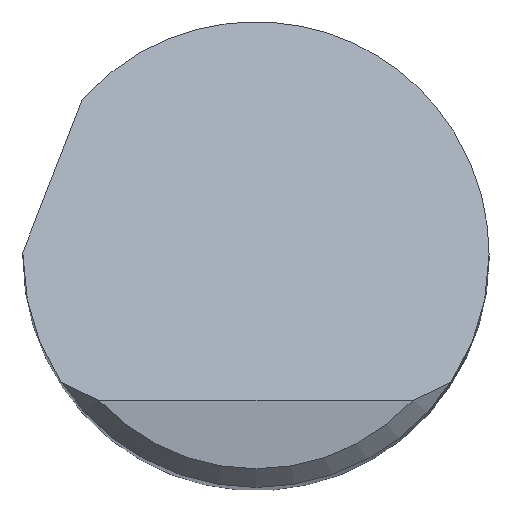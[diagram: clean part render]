
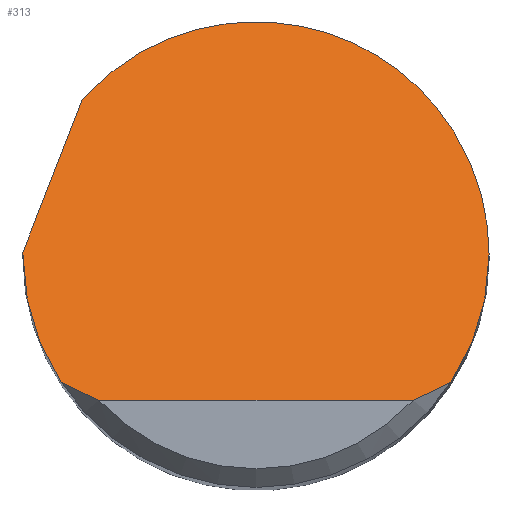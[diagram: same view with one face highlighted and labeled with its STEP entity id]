
A CAD part, top view. The second image highlights one B-rep face of the part: STEP entity #313.
In plain terms, the highlighted planar face has unit normal (0, 0.707, 0.707).
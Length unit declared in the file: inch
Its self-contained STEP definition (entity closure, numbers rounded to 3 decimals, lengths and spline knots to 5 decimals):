
#37 = EDGE_CURVE ( 'NONE', #618, #357, #77, .T. ) ;
#43 = CARTESIAN_POINT ( 'NONE',  ( 0.1875, -0.03666, 2.41916 ) ) ;
#45 = ORIENTED_EDGE ( 'NONE', *, *, #474, .T. ) ;
#73 = CARTESIAN_POINT ( 'NONE',  ( -0.1875, 0., 2.3825 ) ) ;
#77 =( BOUNDED_CURVE ( )  B_SPLINE_CURVE ( 3, ( #549, #351, #149, #157 ),
 .UNSPECIFIED., .F., .F. ) 
 B_SPLINE_CURVE_WITH_KNOTS ( ( 4, 4 ),
 ( 5.44247, 7.85398 ),
 .UNSPECIFIED. ) 
 CURVE ( )  GEOMETRIC_REPRESENTATION_ITEM ( )  RATIONAL_B_SPLINE_CURVE ( ( 1., 0.571, 0.571, 1. ) ) 
 REPRESENTATION_ITEM ( '' )  );
#83 = CARTESIAN_POINT ( 'NONE',  ( -0.157, -0.1025, 2.485 ) ) ;
#88 = CARTESIAN_POINT ( 'NONE',  ( 0.1875, 0., 2.3825 ) ) ;
#97 = B_SPLINE_CURVE_WITH_KNOTS ( 'NONE', 3,
 ( #83, #467, #599, #281 ),
 .UNSPECIFIED., .F., .F.,
 ( 4, 4 ),
 ( 0., 0.00095 ),
 .UNSPECIFIED. ) ;
#108 = CARTESIAN_POINT ( 'NONE',  ( 0.157, -0.1025, 2.485 ) ) ;
#112 = CARTESIAN_POINT ( 'NONE',  ( -0.18749, 0.002, 2.3805 ) ) ;
#119 = CARTESIAN_POINT ( 'NONE',  ( -0.1875, -0.1175, 2.5 ) ) ;
#122 = CARTESIAN_POINT ( 'NONE',  ( -0.157, -0.1025, 2.485 ) ) ;
#127 = CARTESIAN_POINT ( 'NONE',  ( -0.1875, 0., 2.3825 ) ) ;
#138 =( BOUNDED_CURVE ( )  B_SPLINE_CURVE ( 3, ( #200, #465, #761, #716 ),
 .UNSPECIFIED., .F., .F. ) 
 B_SPLINE_CURVE_WITH_KNOTS ( ( 4, 4 ),
 ( 4.13401, 4.71239 ),
 .UNSPECIFIED. ) 
 CURVE ( )  GEOMETRIC_REPRESENTATION_ITEM ( )  RATIONAL_B_SPLINE_CURVE ( ( 1., 0.972, 0.972, 1. ) ) 
 REPRESENTATION_ITEM ( '' )  );
#149 = CARTESIAN_POINT ( 'NONE',  ( 0.1875, 0.20437, 2.17813 ) ) ;
#151 = CARTESIAN_POINT ( 'NONE',  ( 0.12629, -0.1175, 2.5 ) ) ;
#157 = CARTESIAN_POINT ( 'NONE',  ( 0.1875, 0., 2.3825 ) ) ;
#158 = VERTEX_POINT ( 'NONE', #108 ) ;
#164 = VECTOR ( 'NONE', #485, 39.37008 ) ;
#167 =( BOUNDED_CURVE ( )  B_SPLINE_CURVE ( 3, ( #127, #523, #580, #773 ),
 .UNSPECIFIED., .F., .F. ) 
 B_SPLINE_CURVE_WITH_KNOTS ( ( 4, 4 ),
 ( 4.71239, 4.72306 ),
 .UNSPECIFIED. ) 
 CURVE ( )  GEOMETRIC_REPRESENTATION_ITEM ( )  RATIONAL_B_SPLINE_CURVE ( ( 1., 1., 1., 1. ) ) 
 REPRESENTATION_ITEM ( '' )  );
#175 = EDGE_CURVE ( 'NONE', #357, #158, #686, .T. ) ;
#200 = CARTESIAN_POINT ( 'NONE',  ( -0.157, -0.1025, 2.485 ) ) ;
#201 = VERTEX_POINT ( 'NONE', #112 ) ;
#203 = EDGE_CURVE ( 'NONE', #201, #618, #247, .T. ) ;
#223 = CARTESIAN_POINT ( 'NONE',  ( 0., -0.1175, 2.5 ) ) ;
#229 = ORIENTED_EDGE ( 'NONE', *, *, #175, .F. ) ;
#244 = ORIENTED_EDGE ( 'NONE', *, *, #311, .F. ) ;
#247 = LINE ( 'NONE', #504, #280 ) ;
#280 = VECTOR ( 'NONE', #694, 39.37008 ) ;
#281 = CARTESIAN_POINT ( 'NONE',  ( -0.12629, -0.1175, 2.5 ) ) ;
#311 = EDGE_CURVE ( 'NONE', #807, #201, #167, .T. ) ;
#313 = ADVANCED_FACE ( 'NONE', ( #834 ), #829, .F. ) ;
#316 = EDGE_CURVE ( 'NONE', #733, #807, #138, .T. ) ;
#333 = ORIENTED_EDGE ( 'NONE', *, *, #203, .F. ) ;
#351 = CARTESIAN_POINT ( 'NONE',  ( -0.00341, 0.27733, 2.10517 ) ) ;
#357 = VERTEX_POINT ( 'NONE', #88 ) ;
#406 = ORIENTED_EDGE ( 'NONE', *, *, #316, .F. ) ;
#459 = VERTEX_POINT ( 'NONE', #151 ) ;
#465 = CARTESIAN_POINT ( 'NONE',  ( -0.17704, -0.0718, 2.4543 ) ) ;
#467 = CARTESIAN_POINT ( 'NONE',  ( -0.14711, -0.10785, 2.49035 ) ) ;
#474 = EDGE_CURVE ( 'NONE', #739, #459, #596, .T. ) ;
#485 = DIRECTION ( 'NONE',  ( 1., 0., 0. ) ) ;
#497 = CARTESIAN_POINT ( 'NONE',  ( 0.157, -0.1025, 2.485 ) ) ;
#499 = CARTESIAN_POINT ( 'NONE',  ( -0.13971, 0.12505, 2.25745 ) ) ;
#504 = CARTESIAN_POINT ( 'NONE',  ( -0.23064, -0.10912, 2.49162 ) ) ;
#519 = CARTESIAN_POINT ( 'NONE',  ( 0.14711, -0.10785, 2.49035 ) ) ;
#523 = CARTESIAN_POINT ( 'NONE',  ( -0.1875, 0.00067, 2.38183 ) ) ;
#549 = CARTESIAN_POINT ( 'NONE',  ( -0.13971, 0.12505, 2.25745 ) ) ;
#571 = B_SPLINE_CURVE_WITH_KNOTS ( 'NONE', 3,
 ( #579, #833, #519, #734 ),
 .UNSPECIFIED., .F., .F.,
 ( 4, 4 ),
 ( 0., 0.00095 ),
 .UNSPECIFIED. ) ;
#579 = CARTESIAN_POINT ( 'NONE',  ( 0.12629, -0.1175, 2.5 ) ) ;
#580 = CARTESIAN_POINT ( 'NONE',  ( -0.1875, 0.00133, 2.38117 ) ) ;
#584 = DIRECTION ( 'NONE',  ( 0., -0.707, -0.707 ) ) ;
#596 = LINE ( 'NONE', #223, #164 ) ;
#598 = ORIENTED_EDGE ( 'NONE', *, *, #741, .T. ) ;
#599 = CARTESIAN_POINT ( 'NONE',  ( -0.1369, -0.11288, 2.49538 ) ) ;
#618 = VERTEX_POINT ( 'NONE', #499 ) ;
#638 = CARTESIAN_POINT ( 'NONE',  ( -0.12629, -0.1175, 2.5 ) ) ;
#662 = AXIS2_PLACEMENT_3D ( 'NONE', #119, #584, #839 ) ;
#686 =( BOUNDED_CURVE ( )  B_SPLINE_CURVE ( 3, ( #743, #43, #805, #497 ),
 .UNSPECIFIED., .F., .F. ) 
 B_SPLINE_CURVE_WITH_KNOTS ( ( 4, 4 ),
 ( 1.5708, 2.14917 ),
 .UNSPECIFIED. ) 
 CURVE ( )  GEOMETRIC_REPRESENTATION_ITEM ( )  RATIONAL_B_SPLINE_CURVE ( ( 1., 0.972, 0.972, 1. ) ) 
 REPRESENTATION_ITEM ( '' )  );
#694 = DIRECTION ( 'NONE',  ( 0.265, 0.682, -0.682 ) ) ;
#716 = CARTESIAN_POINT ( 'NONE',  ( -0.1875, 0., 2.3825 ) ) ;
#733 = VERTEX_POINT ( 'NONE', #122 ) ;
#734 = CARTESIAN_POINT ( 'NONE',  ( 0.157, -0.1025, 2.485 ) ) ;
#739 = VERTEX_POINT ( 'NONE', #638 ) ;
#741 = EDGE_CURVE ( 'NONE', #459, #158, #571, .T. ) ;
#743 = CARTESIAN_POINT ( 'NONE',  ( 0.1875, 0., 2.3825 ) ) ;
#745 = ORIENTED_EDGE ( 'NONE', *, *, #37, .F. ) ;
#749 = EDGE_LOOP ( 'NONE', ( #45, #598, #229, #745, #333, #244, #406, #813 ) ) ;
#761 = CARTESIAN_POINT ( 'NONE',  ( -0.1875, -0.03666, 2.41916 ) ) ;
#768 = EDGE_CURVE ( 'NONE', #733, #739, #97, .T. ) ;
#773 = CARTESIAN_POINT ( 'NONE',  ( -0.18749, 0.002, 2.3805 ) ) ;
#805 = CARTESIAN_POINT ( 'NONE',  ( 0.17704, -0.0718, 2.4543 ) ) ;
#807 = VERTEX_POINT ( 'NONE', #73 ) ;
#813 = ORIENTED_EDGE ( 'NONE', *, *, #768, .T. ) ;
#829 = PLANE ( 'NONE',  #662 ) ;
#833 = CARTESIAN_POINT ( 'NONE',  ( 0.1369, -0.11288, 2.49538 ) ) ;
#834 = FACE_OUTER_BOUND ( 'NONE', #749, .T. ) ;
#839 = DIRECTION ( 'NONE',  ( 0., 0.707, -0.707 ) ) ;
